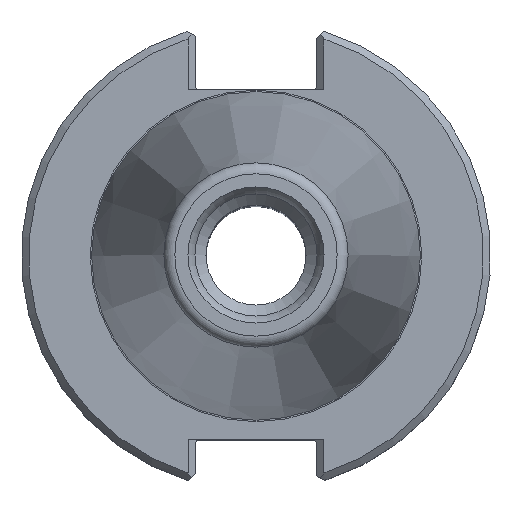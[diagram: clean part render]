
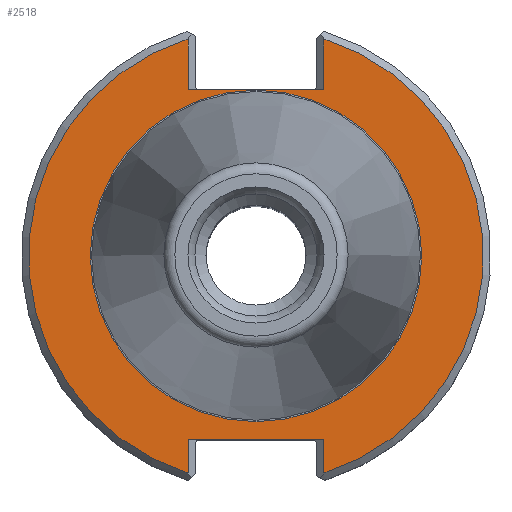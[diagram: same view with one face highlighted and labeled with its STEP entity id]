
A CAD part, top view. The second image highlights one B-rep face of the part: STEP entity #2518.
In plain terms, the highlighted planar face has unit normal (0, 0, 1).
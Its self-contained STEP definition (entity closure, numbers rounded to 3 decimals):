
#56=LINE('',#3803,#121);
#59=LINE('',#3814,#124);
#78=LINE('',#3897,#143);
#80=LINE('',#3913,#145);
#81=LINE('',#3915,#146);
#82=LINE('',#3917,#147);
#121=VECTOR('',#3009,1000.);
#124=VECTOR('',#3014,1000.);
#143=VECTOR('',#3061,1000.);
#145=VECTOR('',#3071,1000.);
#146=VECTOR('',#3072,1000.);
#147=VECTOR('',#3073,1000.);
#263=PLANE('',#2689);
#659=ORIENTED_EDGE('',*,*,#930,.T.);
#660=ORIENTED_EDGE('',*,*,#925,.T.);
#661=ORIENTED_EDGE('',*,*,#955,.F.);
#662=ORIENTED_EDGE('',*,*,#921,.T.);
#663=ORIENTED_EDGE('',*,*,#947,.T.);
#664=ORIENTED_EDGE('',*,*,#960,.T.);
#665=ORIENTED_EDGE('',*,*,#961,.F.);
#666=ORIENTED_EDGE('',*,*,#962,.T.);
#667=ORIENTED_EDGE('',*,*,#919,.F.);
#919=EDGE_CURVE('',#1116,#1116,#1227,.T.);
#921=EDGE_CURVE('',#1118,#1117,#56,.T.);
#925=EDGE_CURVE('',#1119,#1120,#59,.T.);
#930=EDGE_CURVE('',#1123,#1119,#1228,.T.);
#947=EDGE_CURVE('',#1117,#1134,#1229,.T.);
#955=EDGE_CURVE('',#1118,#1120,#78,.T.);
#960=EDGE_CURVE('',#1134,#1141,#80,.T.);
#961=EDGE_CURVE('',#1142,#1141,#81,.T.);
#962=EDGE_CURVE('',#1142,#1123,#82,.T.);
#1116=VERTEX_POINT('',#3796);
#1117=VERTEX_POINT('',#3802);
#1118=VERTEX_POINT('',#3804);
#1119=VERTEX_POINT('',#3811);
#1120=VERTEX_POINT('',#3813);
#1123=VERTEX_POINT('',#3829);
#1134=VERTEX_POINT('',#3875);
#1141=VERTEX_POINT('',#3914);
#1142=VERTEX_POINT('',#3916);
#1227=CIRCLE('',#2669,22.413);
#1228=CIRCLE('',#2674,30.75);
#1229=CIRCLE('',#2681,30.75);
#1366=EDGE_LOOP('',(#659,#660,#661,#662,#663,#664,#665,#666));
#1367=EDGE_LOOP('',(#667));
#1540=FACE_BOUND('',#1366,.T.);
#1541=FACE_BOUND('',#1367,.T.);
#2518=ADVANCED_FACE('',(#1540,#1541),#263,.T.);
#2669=AXIS2_PLACEMENT_3D('',#3795,#3005,#3006);
#2674=AXIS2_PLACEMENT_3D('',#3830,#3021,#3022);
#2681=AXIS2_PLACEMENT_3D('',#3876,#3047,#3048);
#2689=AXIS2_PLACEMENT_3D('',#3912,#3069,#3070);
#3005=DIRECTION('',(0.,0.,1.));
#3006=DIRECTION('',(1.,0.,0.));
#3009=DIRECTION('',(0.,-1.,0.));
#3014=DIRECTION('',(0.,1.,0.));
#3021=DIRECTION('',(0.,0.,1.));
#3022=DIRECTION('',(1.,0.,0.));
#3047=DIRECTION('',(0.,0.,1.));
#3048=DIRECTION('',(1.,0.,0.));
#3061=DIRECTION('',(-1.,0.,0.));
#3069=DIRECTION('',(0.,0.,1.));
#3070=DIRECTION('',(1.,0.,0.));
#3071=DIRECTION('',(0.,-1.,0.));
#3072=DIRECTION('',(1.,0.,0.));
#3073=DIRECTION('',(0.,1.,0.));
#3795=CARTESIAN_POINT('',(0.,0.,-3.17));
#3796=CARTESIAN_POINT('',(22.413,0.,-3.17));
#3802=CARTESIAN_POINT('',(9.19,-29.345,-3.17));
#3803=CARTESIAN_POINT('',(9.19,-30.831,-3.17));
#3804=CARTESIAN_POINT('',(9.19,-24.87,-3.17));
#3811=CARTESIAN_POINT('',(-9.19,-29.345,-3.17));
#3813=CARTESIAN_POINT('',(-9.19,-24.87,-3.17));
#3814=CARTESIAN_POINT('',(-9.19,-24.87,-3.17));
#3829=CARTESIAN_POINT('',(-9.19,29.345,-3.17));
#3830=CARTESIAN_POINT('',(0.,0.,-3.17));
#3875=CARTESIAN_POINT('',(9.19,29.345,-3.17));
#3876=CARTESIAN_POINT('',(0.,0.,-3.17));
#3897=CARTESIAN_POINT('',(8.19,-24.87,-3.17));
#3912=CARTESIAN_POINT('',(22.413,0.,-3.17));
#3913=CARTESIAN_POINT('',(9.19,22.46,-3.17));
#3914=CARTESIAN_POINT('',(9.19,22.46,-3.17));
#3915=CARTESIAN_POINT('',(-8.19,22.46,-3.17));
#3916=CARTESIAN_POINT('',(-9.19,22.46,-3.17));
#3917=CARTESIAN_POINT('',(-9.19,30.831,-3.17));
